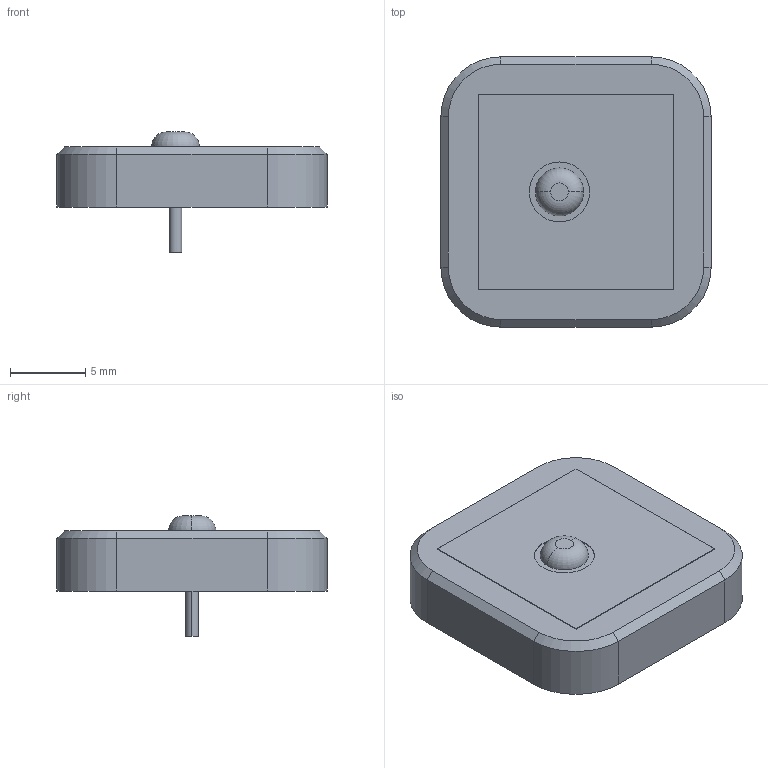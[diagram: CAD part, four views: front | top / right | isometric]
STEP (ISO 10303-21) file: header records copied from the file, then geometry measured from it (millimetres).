
FILE_DESCRIPTION (( 'STEP AP214' ), '1' );
FILE_NAME ('B7BD89CE-71C0-4DAD-91C9-2BE004B05956.STEP', '2023-07-14T16:11:59', ( '' ), ( '' ), 'SwSTEP 2.0', 'SolidWorks 2022', '' );
FILE_SCHEMA (( 'AUTOMOTIVE_DESIGN' ));
Length unit declared in the file: millimetre
Products named in the file (1): B7BD89CE-71C0-4DAD-91C9-2BE004B05956
Bounding box: 18 x 18 x 8 mm (x, y, z)
Volume: 1248.8 mm3; surface area: 878.2 mm2
Topology: 1 solids, 1 shells, 32 faces, 70 edges, 44 vertices
Faces by surface type: plane 18, cylinder 8, cone 4, torus 2
Entity records: 1064 total; most frequent: DIRECTION 162, CARTESIAN_POINT 147, ORIENTED_EDGE 140, EDGE_CURVE 70, AXIS2_PLACEMENT_3D 59, LINE 44, VECTOR 44, VERTEX_POINT 44
